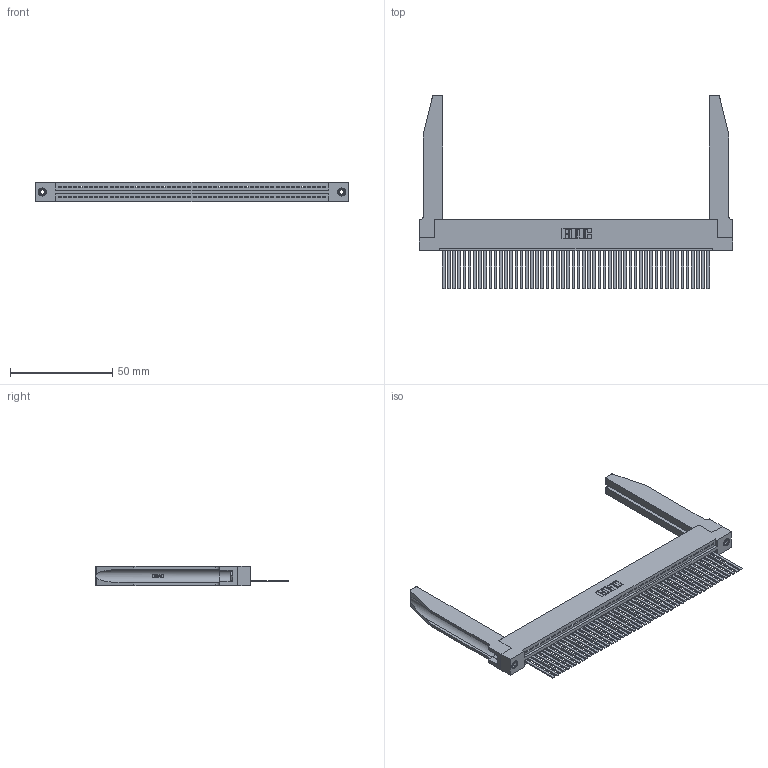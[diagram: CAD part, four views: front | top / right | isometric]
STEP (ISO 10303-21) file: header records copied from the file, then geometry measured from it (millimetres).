
FILE_DESCRIPTION (( 'STEP AP203' ), '1' );
FILE_NAME ('395-052-544-178.STEP', '2019-10-23T13:19:18', ( '' ), ( '' ), 'SwSTEP 2.0', 'SolidWorks 2016', '' );
FILE_SCHEMA (( 'CONFIG_CONTROL_DESIGN' ));
Length unit declared in the file: inch
Products named in the file (5): 345-220-078_345-220-078; 395-052-544-178; 345-292-001_345-293-144; 345-250-001_345-250-001-102; 345 Part_Flush Mounting Lugs - 0.156 Dia-TH
Assembly tree (57 placements, depth 2):
  395-052-544-178
    345 Part_Flush Mounting Lugs - 0.156 Dia-TH
    345-292-001_345-293-144  x52
    345-250-001_345-250-001-102  x2
    345-220-078_345-220-078  x2
Bounding box: 153.31 x 94.92 x 9.4 mm (x, y, z)
Volume: 23016.6 mm3; surface area: 29050.1 mm2
Topology: 57 solids, 57 shells, 3064 faces, 9165 edges, 6030 vertices
Faces by surface type: plane 2094, cylinder 918, bspline 36, cone 12, torus 4
Entity records: 42346 total; most frequent: CARTESIAN_POINT 8231, ORIENTED_EDGE 7114, DIRECTION 6179, EDGE_CURVE 3557, VECTOR 3127, LINE 3127, VERTEX_POINT 2364, AXIS2_PLACEMENT_3D 1526
